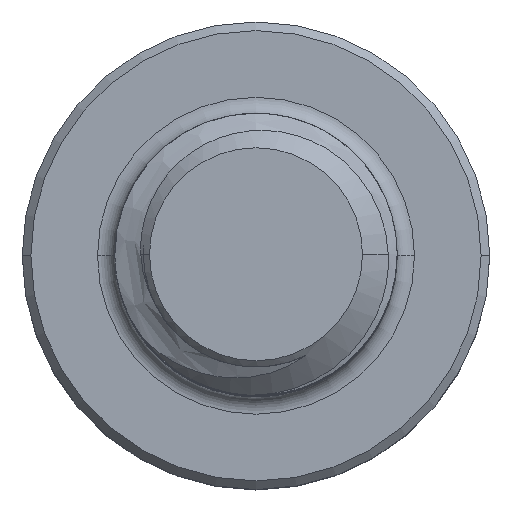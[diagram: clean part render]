
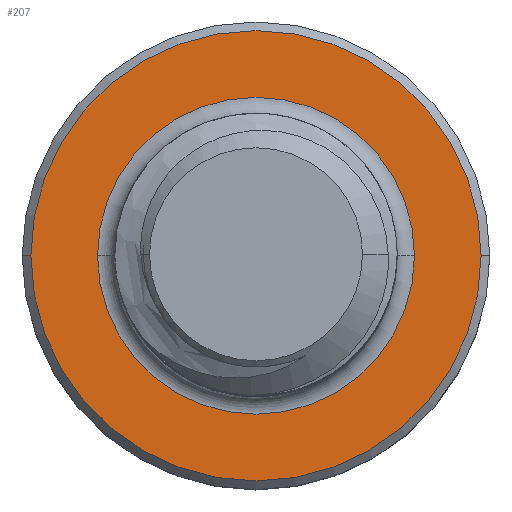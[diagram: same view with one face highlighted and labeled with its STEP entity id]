
A CAD part, top view. The second image highlights one B-rep face of the part: STEP entity #207.
In plain terms, the highlighted planar face has unit normal (0, 0, 1).
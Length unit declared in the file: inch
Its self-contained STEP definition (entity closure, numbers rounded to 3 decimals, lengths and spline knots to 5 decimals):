
#200 = EDGE_LOOP ( 'NONE', ( #203, #273 ) ) ;
#203 = ORIENTED_EDGE ( 'NONE', *, *, #272, .T. ) ;
#204 = EDGE_CURVE ( 'NONE', #5415, #5416, #1760, .T. ) ;
#206 = ORIENTED_EDGE ( 'NONE', *, *, #5420, .F. ) ;
#207 = ADVANCED_FACE ( 'NONE', ( #1813, #1837 ), #1762, .F. ) ;
#208 = EDGE_LOOP ( 'NONE', ( #264, #206 ) ) ;
#264 = ORIENTED_EDGE ( 'NONE', *, *, #204, .F. ) ;
#272 = EDGE_CURVE ( 'NONE', #5428, #5429, #2104, .T. ) ;
#273 = ORIENTED_EDGE ( 'NONE', *, *, #5426, .T. ) ;
#1757 = DIRECTION ( 'NONE',  ( 0., 0., -1. ) ) ;
#1758 = CARTESIAN_POINT ( 'NONE',  ( 0., 0.13, -0.5 ) ) ;
#1760 = CIRCLE ( 'NONE', #1814, 0.0915 ) ;
#1762 = PLANE ( 'NONE',  #1763 ) ;
#1763 = AXIS2_PLACEMENT_3D ( 'NONE', #1758, #1757, #1832 ) ;
#1813 = FACE_BOUND ( 'NONE', #208, .T. ) ;
#1814 = AXIS2_PLACEMENT_3D ( 'NONE', #1815, #1836, #1835 ) ;
#1815 = CARTESIAN_POINT ( 'NONE',  ( 0., 0., -0.5 ) ) ;
#1832 = DIRECTION ( 'NONE',  ( -1., 0., 0. ) ) ;
#1835 = DIRECTION ( 'NONE',  ( 1., 0., 0. ) ) ;
#1836 = DIRECTION ( 'NONE',  ( 0., 0., 1. ) ) ;
#1837 = FACE_OUTER_BOUND ( 'NONE', #200, .T. ) ;
#2013 = DIRECTION ( 'NONE',  ( 1., 0., 0. ) ) ;
#2014 = DIRECTION ( 'NONE',  ( 0., 0., 1. ) ) ;
#2102 = CARTESIAN_POINT ( 'NONE',  ( 0., 0., -0.5 ) ) ;
#2104 = CIRCLE ( 'NONE', #2134, 0.13 ) ;
#2134 = AXIS2_PLACEMENT_3D ( 'NONE', #2102, #2014, #2013 ) ;
#5415 = VERTEX_POINT ( 'NONE', #10735 ) ;
#5416 = VERTEX_POINT ( 'NONE', #10773 ) ;
#5420 = EDGE_CURVE ( 'NONE', #5416, #5415, #11730, .T. ) ;
#5426 = EDGE_CURVE ( 'NONE', #5429, #5428, #11803, .T. ) ;
#5428 = VERTEX_POINT ( 'NONE', #11728 ) ;
#5429 = VERTEX_POINT ( 'NONE', #11764 ) ;
#10735 = CARTESIAN_POINT ( 'NONE',  ( 0.0915, 0., -0.5 ) ) ;
#10773 = CARTESIAN_POINT ( 'NONE',  ( -0.0915, 0., -0.5 ) ) ;
#11728 = CARTESIAN_POINT ( 'NONE',  ( -0.13, 0., -0.5 ) ) ;
#11730 = CIRCLE ( 'NONE', #11771, 0.0915 ) ;
#11759 = CARTESIAN_POINT ( 'NONE',  ( 0., 0., -0.5 ) ) ;
#11763 = DIRECTION ( 'NONE',  ( 1., 0., 0. ) ) ;
#11764 = CARTESIAN_POINT ( 'NONE',  ( 0.13, 0., -0.5 ) ) ;
#11768 = DIRECTION ( 'NONE',  ( 1., 0., 0. ) ) ;
#11769 = DIRECTION ( 'NONE',  ( 0., 0., 1. ) ) ;
#11770 = CARTESIAN_POINT ( 'NONE',  ( 0., 0., -0.5 ) ) ;
#11771 = AXIS2_PLACEMENT_3D ( 'NONE', #11770, #11769, #11768 ) ;
#11775 = AXIS2_PLACEMENT_3D ( 'NONE', #11759, #11807, #11763 ) ;
#11803 = CIRCLE ( 'NONE', #11775, 0.13 ) ;
#11807 = DIRECTION ( 'NONE',  ( 0., 0., 1. ) ) ;
